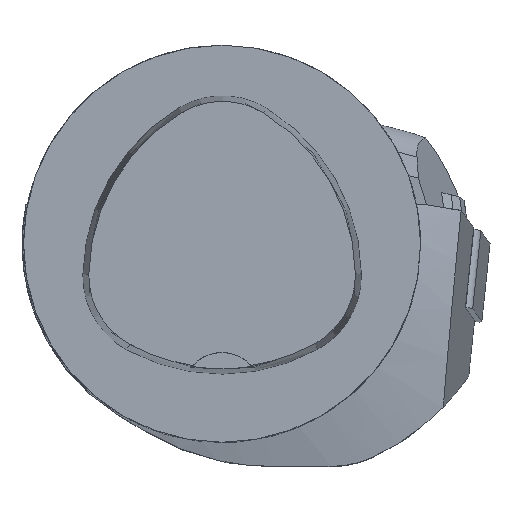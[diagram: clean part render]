
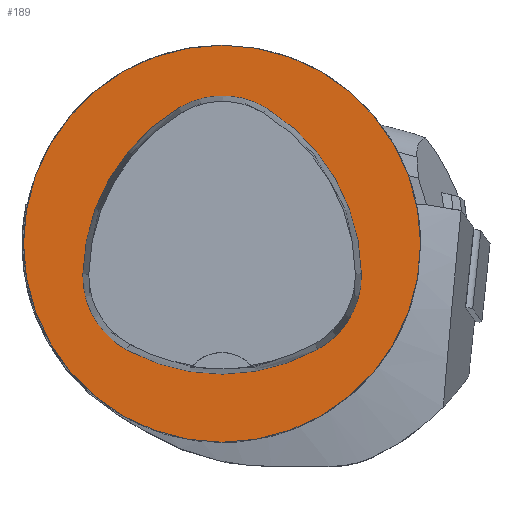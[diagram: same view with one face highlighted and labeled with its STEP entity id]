
A CAD part, top view. The second image highlights one B-rep face of the part: STEP entity #189.
In plain terms, the highlighted planar face has unit normal (0, 0, 1).
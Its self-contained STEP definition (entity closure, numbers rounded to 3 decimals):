
#86=FACE_BOUND('',#423,.T.);
#87=FACE_BOUND('',#424,.T.);
#189=ADVANCED_FACE('',(#86,#87),#263,.T.);
#263=PLANE('',#1798);
#423=EDGE_LOOP('',(#687,#688,#689,#690,#691,#692));
#424=EDGE_LOOP('',(#693));
#495=CIRCLE('',#1765,20.);
#496=CIRCLE('',#1776,20.);
#498=CIRCLE('',#1779,8.5);
#500=CIRCLE('',#1782,20.);
#502=CIRCLE('',#1785,8.5);
#505=CIRCLE('',#1789,20.);
#508=CIRCLE('',#1793,8.5);
#687=ORIENTED_EDGE('',*,*,#1244,.F.);
#688=ORIENTED_EDGE('',*,*,#1239,.F.);
#689=ORIENTED_EDGE('',*,*,#1234,.F.);
#690=ORIENTED_EDGE('',*,*,#1231,.F.);
#691=ORIENTED_EDGE('',*,*,#1228,.F.);
#692=ORIENTED_EDGE('',*,*,#1224,.F.);
#693=ORIENTED_EDGE('',*,*,#1206,.T.);
#1036=VERTEX_POINT('',#2627);
#1053=VERTEX_POINT('',#2663);
#1054=VERTEX_POINT('',#2664);
#1057=VERTEX_POINT('',#2672);
#1059=VERTEX_POINT('',#2678);
#1061=VERTEX_POINT('',#2684);
#1065=VERTEX_POINT('',#2697);
#1206=EDGE_CURVE('',#1036,#1036,#495,.T.);
#1224=EDGE_CURVE('',#1053,#1054,#496,.T.);
#1228=EDGE_CURVE('',#1054,#1057,#498,.T.);
#1231=EDGE_CURVE('',#1057,#1059,#500,.T.);
#1234=EDGE_CURVE('',#1059,#1061,#502,.T.);
#1239=EDGE_CURVE('',#1061,#1065,#505,.T.);
#1244=EDGE_CURVE('',#1065,#1053,#508,.T.);
#1765=AXIS2_PLACEMENT_3D('',#2626,#2010,#2011);
#1776=AXIS2_PLACEMENT_3D('',#2662,#2040,#2041);
#1779=AXIS2_PLACEMENT_3D('',#2671,#2048,#2049);
#1782=AXIS2_PLACEMENT_3D('',#2677,#2055,#2056);
#1785=AXIS2_PLACEMENT_3D('',#2683,#2062,#2063);
#1789=AXIS2_PLACEMENT_3D('',#2696,#2071,#2072);
#1793=AXIS2_PLACEMENT_3D('',#2709,#2080,#2081);
#1798=AXIS2_PLACEMENT_3D('',#2714,#2090,#2091);
#2010=DIRECTION('',(0.,0.,1.));
#2011=DIRECTION('',(1.,0.,0.));
#2040=DIRECTION('',(0.,0.,1.));
#2041=DIRECTION('',(1.,0.,0.));
#2048=DIRECTION('',(0.,0.,1.));
#2049=DIRECTION('',(1.,0.,0.));
#2055=DIRECTION('',(0.,0.,1.));
#2056=DIRECTION('',(1.,0.,0.));
#2062=DIRECTION('',(0.,0.,1.));
#2063=DIRECTION('',(1.,0.,0.));
#2071=DIRECTION('',(0.,0.,1.));
#2072=DIRECTION('',(1.,0.,0.));
#2080=DIRECTION('',(0.,0.,1.));
#2081=DIRECTION('',(1.,0.,0.));
#2090=DIRECTION('',(0.,0.,1.));
#2091=DIRECTION('',(-1.,0.,0.));
#2626=CARTESIAN_POINT('',(0.,0.,0.));
#2627=CARTESIAN_POINT('',(20.,0.,0.));
#2662=CARTESIAN_POINT('',(-5.955,-3.414,0.));
#2663=CARTESIAN_POINT('',(14.041,-3.042,0.));
#2664=CARTESIAN_POINT('',(4.472,13.653,0.));
#2671=CARTESIAN_POINT('',(0.04,6.4,0.));
#2672=CARTESIAN_POINT('',(-4.347,13.68,0.));
#2677=CARTESIAN_POINT('',(5.976,-3.45,0.));
#2678=CARTESIAN_POINT('',(-14.021,-3.075,0.));
#2683=CARTESIAN_POINT('',(-5.522,-3.235,0.));
#2684=CARTESIAN_POINT('',(-9.588,-10.699,0.));
#2696=CARTESIAN_POINT('',(-0.022,6.864,0.));
#2697=CARTESIAN_POINT('',(9.655,-10.639,0.));
#2709=CARTESIAN_POINT('',(5.543,-3.2,0.));
#2714=CARTESIAN_POINT('',(0.,0.,0.));
